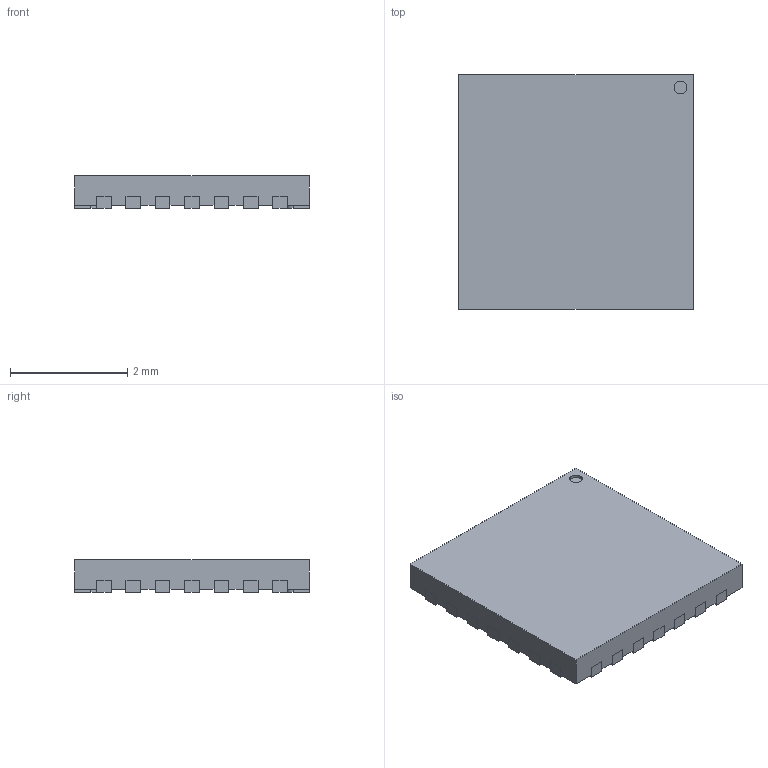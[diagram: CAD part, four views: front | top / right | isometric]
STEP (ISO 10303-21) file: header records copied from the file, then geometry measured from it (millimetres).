
FILE_DESCRIPTION(/* description */ (''),/* implementation_level */ '2;1');
FILE_NAME(/* name */ 'qfn.stp',/* time_stamp */ '2020-09-28T17:27:44+02:00',/* author */ ('sawaiz'),/* organization */ (''),/* preprocessor_version */ 'ST-DEVELOPER v18.1',/* originating_system */ 'Autodesk Inventor 2020',/* authorisation */ '');
FILE_SCHEMA (('AUTOMOTIVE_DESIGN { 1 0 10303 214 3 1 1 }'));
Length unit declared in the file: millimetre
Products named in the file (1): QFN-28-4x4
Bounding box: 4 x 4 x 0.55 mm (x, y, z)
Volume: 8.1 mm3; surface area: 54.8 mm2
Topology: 29 solids, 29 shells, 288 faces, 687 edges, 458 vertices
Faces by surface type: plane 231, cylinder 57
Full cylindrical faces by diameter (mm): 0.22 x1
Entity records: 8299 total; most frequent: CARTESIAN_POINT 1434, DIRECTION 1379, ORIENTED_EDGE 1374, EDGE_CURVE 687, LINE 573, VECTOR 573, VERTEX_POINT 458, AXIS2_PLACEMENT_3D 403
